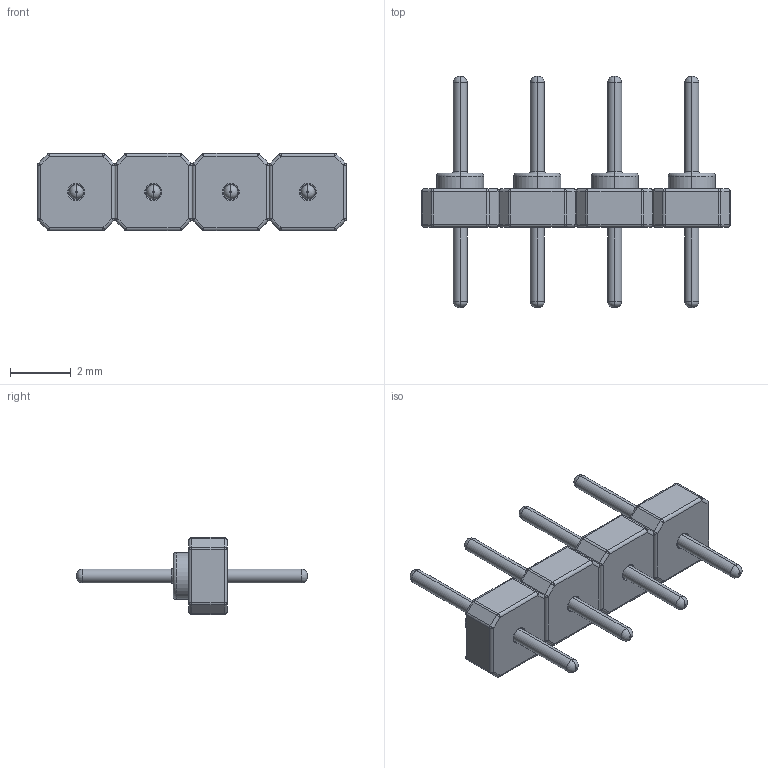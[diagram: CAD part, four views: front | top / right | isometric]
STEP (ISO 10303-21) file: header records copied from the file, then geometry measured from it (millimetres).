
FILE_DESCRIPTION (( 'STEP AP214' ), '1' );
FILE_NAME ('335-10-104-00-160000.STEP', '2018-05-17T15:59:29', ( '' ), ( '' ), 'SwSTEP 2.0', 'SolidWorks 2014', '' );
FILE_SCHEMA (( 'AUTOMOTIVE_DESIGN' ));
Length unit declared in the file: millimetre
Products named in the file (2): 335-10-101-00-160000; 335-10-104-00-160000
Assembly tree (4 placements, depth 2):
  335-10-104-00-160000
    335-10-101-00-160000  x4
Bounding box: 10.16 x 7.6 x 2.54 mm (x, y, z)
Volume: 36 mm3; surface area: 164.2 mm2
Topology: 4 solids, 4 shells, 328 faces, 704 edges, 344 vertices
Faces by surface type: cylinder 144, plane 64, sphere 64, torus 40, cone 16
Entity records: 2760 total; most frequent: DIRECTION 430, CARTESIAN_POINT 353, ORIENTED_EDGE 320, AXIS2_PLACEMENT_3D 183, EDGE_CURVE 160, CIRCLE 94, EDGE_LOOP 88, VERTEX_POINT 86
